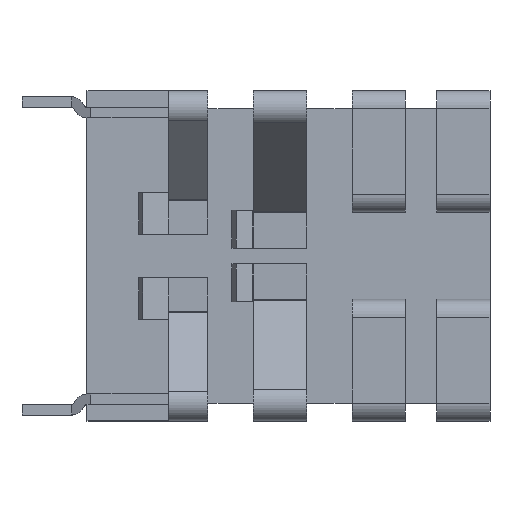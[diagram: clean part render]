
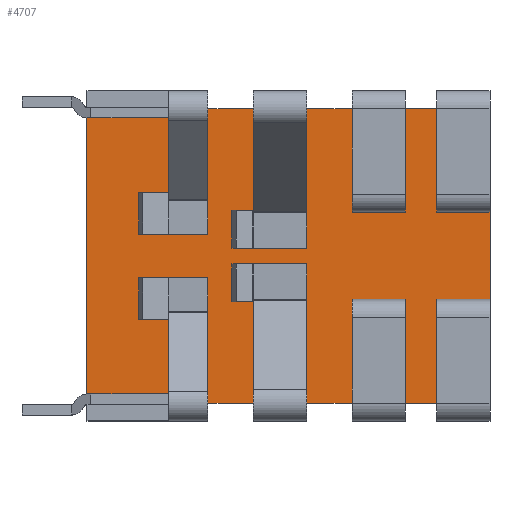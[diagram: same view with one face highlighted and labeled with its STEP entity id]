
A CAD part, top view. The second image highlights one B-rep face of the part: STEP entity #4707.
In plain terms, the highlighted planar face has unit normal (0, 0, 1).
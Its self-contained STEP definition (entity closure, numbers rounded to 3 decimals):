
#188=PLANE('',#5129);
#445=FACE_OUTER_BOUND('',#709,.T.);
#709=EDGE_LOOP('',(#4141,#4142,#4143,#4144,#4145,#4146,#4147,#4148,#4149,
#4150,#4151,#4152,#4153,#4154,#4155,#4156));
#1037=LINE('',#7385,#1543);
#1129=LINE('',#7648,#1635);
#1131=LINE('',#7651,#1637);
#1133=LINE('',#7654,#1639);
#1135=LINE('',#7659,#1641);
#1136=LINE('',#7661,#1642);
#1137=LINE('',#7663,#1643);
#1145=LINE('',#7680,#1651);
#1147=LINE('',#7683,#1653);
#1149=LINE('',#7686,#1655);
#1151=LINE('',#7689,#1657);
#1152=LINE('',#7691,#1658);
#1153=LINE('',#7694,#1659);
#1164=LINE('',#7718,#1670);
#1165=LINE('',#7720,#1671);
#1166=LINE('',#7722,#1672);
#1543=VECTOR('',#5981,22.66);
#1635=VECTOR('',#6243,2.4);
#1637=VECTOR('',#6247,3.5);
#1639=VECTOR('',#6251,3.5);
#1641=VECTOR('',#6257,9.3);
#1642=VECTOR('',#6260,4.1);
#1643=VECTOR('',#6263,4.1);
#1651=VECTOR('',#6287,2.4);
#1653=VECTOR('',#6291,3.5);
#1655=VECTOR('',#6295,3.5);
#1657=VECTOR('',#6299,4.1);
#1658=VECTOR('',#6302,4.1);
#1659=VECTOR('',#6305,9.3);
#1670=VECTOR('',#6338,22.66);
#1671=VECTOR('',#6341,4.1);
#1672=VECTOR('',#6344,4.1);
#2054=VERTEX_POINT('',#6961);
#2114=VERTEX_POINT('',#7123);
#2125=VERTEX_POINT('',#7165);
#2136=VERTEX_POINT('',#7189);
#2155=VERTEX_POINT('',#7247);
#2167=VERTEX_POINT('',#7287);
#2202=VERTEX_POINT('',#7382);
#2203=VERTEX_POINT('',#7384);
#2214=VERTEX_POINT('',#7412);
#2231=VERTEX_POINT('',#7455);
#2242=VERTEX_POINT('',#7483);
#2257=VERTEX_POINT('',#7523);
#2273=VERTEX_POINT('',#7568);
#2284=VERTEX_POINT('',#7596);
#2290=VERTEX_POINT('',#7657);
#2292=VERTEX_POINT('',#7693);
#2762=EDGE_CURVE('',#2202,#2203,#1037,.T.);
#2893=EDGE_CURVE('',#2257,#2284,#1129,.T.);
#2895=EDGE_CURVE('',#2054,#2167,#1131,.T.);
#2897=EDGE_CURVE('',#2273,#2114,#1133,.T.);
#2900=EDGE_CURVE('',#2167,#2290,#1135,.T.);
#2901=EDGE_CURVE('',#2284,#2273,#1136,.T.);
#2902=EDGE_CURVE('',#2114,#2054,#1137,.T.);
#2911=EDGE_CURVE('',#2231,#2214,#1145,.T.);
#2913=EDGE_CURVE('',#2155,#2125,#1147,.T.);
#2915=EDGE_CURVE('',#2136,#2242,#1149,.T.);
#2917=EDGE_CURVE('',#2214,#2203,#1151,.T.);
#2918=EDGE_CURVE('',#2125,#2136,#1152,.T.);
#2919=EDGE_CURVE('',#2292,#2155,#1153,.T.);
#2932=EDGE_CURVE('',#2292,#2290,#1164,.T.);
#2933=EDGE_CURVE('',#2202,#2257,#1165,.T.);
#2934=EDGE_CURVE('',#2242,#2231,#1166,.T.);
#4141=ORIENTED_EDGE('',*,*,#2933,.T.);
#4142=ORIENTED_EDGE('',*,*,#2893,.T.);
#4143=ORIENTED_EDGE('',*,*,#2901,.T.);
#4144=ORIENTED_EDGE('',*,*,#2897,.T.);
#4145=ORIENTED_EDGE('',*,*,#2902,.T.);
#4146=ORIENTED_EDGE('',*,*,#2895,.T.);
#4147=ORIENTED_EDGE('',*,*,#2900,.T.);
#4148=ORIENTED_EDGE('',*,*,#2932,.F.);
#4149=ORIENTED_EDGE('',*,*,#2919,.T.);
#4150=ORIENTED_EDGE('',*,*,#2913,.T.);
#4151=ORIENTED_EDGE('',*,*,#2918,.T.);
#4152=ORIENTED_EDGE('',*,*,#2915,.T.);
#4153=ORIENTED_EDGE('',*,*,#2934,.T.);
#4154=ORIENTED_EDGE('',*,*,#2911,.T.);
#4155=ORIENTED_EDGE('',*,*,#2917,.T.);
#4156=ORIENTED_EDGE('',*,*,#2762,.F.);
#4707=ADVANCED_FACE('',(#445),#188,.T.);
#5129=AXIS2_PLACEMENT_3D('',#7721,#6342,#6343);
#5981=DIRECTION('',(0.,-1.,0.));
#6243=DIRECTION('',(-1.,0.,0.));
#6247=DIRECTION('',(-1.,0.,0.));
#6251=DIRECTION('',(-1.,0.,0.));
#6257=DIRECTION('',(-1.,0.,0.));
#6260=DIRECTION('',(-1.,0.,0.));
#6263=DIRECTION('',(-1.,0.,0.));
#6287=DIRECTION('',(1.,0.,0.));
#6291=DIRECTION('',(1.,0.,0.));
#6295=DIRECTION('',(1.,0.,0.));
#6299=DIRECTION('',(1.,0.,0.));
#6302=DIRECTION('',(1.,0.,0.));
#6305=DIRECTION('',(1.,0.,0.));
#6338=DIRECTION('',(0.,1.,0.));
#6341=DIRECTION('',(-1.,0.,0.));
#6342=DIRECTION('center_axis',(0.,0.,1.));
#6343=DIRECTION('ref_axis',(1.,0.,0.));
#6344=DIRECTION('',(1.,0.,0.));
#6961=CARTESIAN_POINT('',(-2.7,11.33,1.27));
#7123=CARTESIAN_POINT('',(1.4,11.33,1.27));
#7165=CARTESIAN_POINT('',(-2.7,-11.33,1.27));
#7189=CARTESIAN_POINT('',(1.4,-11.33,1.27));
#7247=CARTESIAN_POINT('',(-6.2,-11.33,1.27));
#7287=CARTESIAN_POINT('',(-6.2,11.33,1.27));
#7382=CARTESIAN_POINT('',(15.5,11.33,1.27));
#7384=CARTESIAN_POINT('',(15.5,-11.33,1.27));
#7385=CARTESIAN_POINT('',(15.5,12.7,1.27));
#7412=CARTESIAN_POINT('',(11.4,-11.33,1.27));
#7455=CARTESIAN_POINT('',(9.,-11.33,1.27));
#7483=CARTESIAN_POINT('',(4.9,-11.33,1.27));
#7523=CARTESIAN_POINT('',(11.4,11.33,1.27));
#7568=CARTESIAN_POINT('',(4.9,11.33,1.27));
#7596=CARTESIAN_POINT('',(9.,11.33,1.27));
#7648=CARTESIAN_POINT('',(-7.75,11.33,1.27));
#7651=CARTESIAN_POINT('',(-7.75,11.33,1.27));
#7654=CARTESIAN_POINT('',(-7.75,11.33,1.27));
#7657=CARTESIAN_POINT('',(-15.5,11.33,1.27));
#7659=CARTESIAN_POINT('',(-7.75,11.33,1.27));
#7661=CARTESIAN_POINT('',(-7.75,11.33,1.27));
#7663=CARTESIAN_POINT('',(-7.75,11.33,1.27));
#7680=CARTESIAN_POINT('',(7.75,-11.33,1.27));
#7683=CARTESIAN_POINT('',(7.75,-11.33,1.27));
#7686=CARTESIAN_POINT('',(7.75,-11.33,1.27));
#7689=CARTESIAN_POINT('',(7.75,-11.33,1.27));
#7691=CARTESIAN_POINT('',(7.75,-11.33,1.27));
#7693=CARTESIAN_POINT('',(-15.5,-11.33,1.27));
#7694=CARTESIAN_POINT('',(7.75,-11.33,1.27));
#7718=CARTESIAN_POINT('',(-15.5,-12.7,1.27));
#7720=CARTESIAN_POINT('',(-7.75,11.33,1.27));
#7721=CARTESIAN_POINT('Origin',(0.,0.,
1.27));
#7722=CARTESIAN_POINT('',(7.75,-11.33,1.27));
